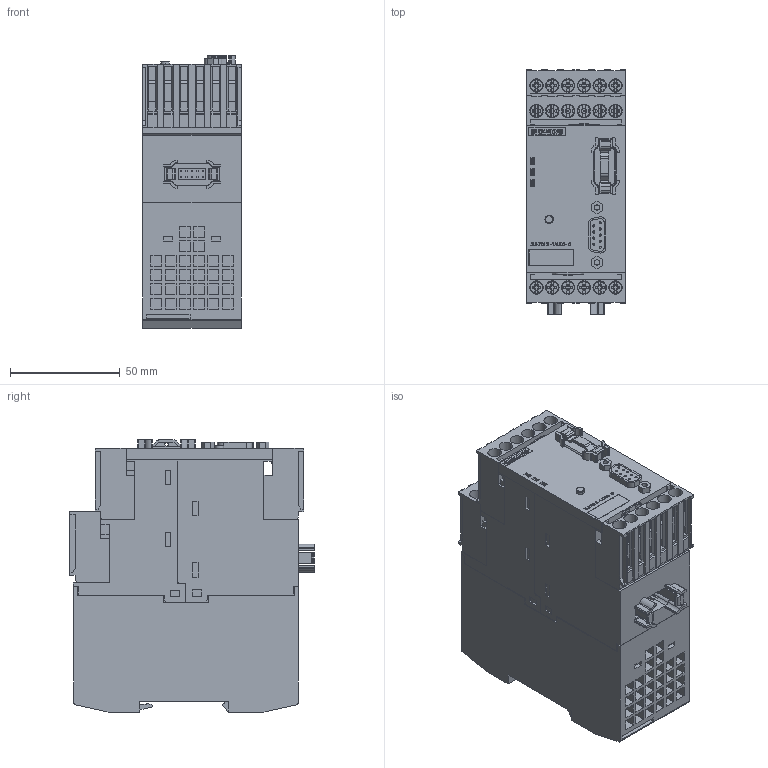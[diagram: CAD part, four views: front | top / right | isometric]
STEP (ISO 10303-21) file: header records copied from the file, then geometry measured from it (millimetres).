
FILE_DESCRIPTION(('STEP AP214'),'1');
FILE_NAME('cctmp_E5CE5724-F446-419D-AEB0-724DBA1E2584_2023_07_21_14_57_42_0965..stp','2023-07-21T12:57:44',('SIEMENS A&D'),('CADClick - www.CADClick.com'),'Spatial InterOp 3D postprocessed',' ','unknown authorization');
FILE_SCHEMA(('AUTOMOTIVE_DESIGN'));
Length unit declared in the file: millimetre
Products named in the file (1): 2023_07_21_14_57_42_0856
Bounding box: 45 x 111.2 x 123.9 mm (x, y, z)
Volume: 490794.6 mm3; surface area: 91993.5 mm2
Topology: 1 solids, 1 shells, 2697 faces, 7424 edges, 4900 vertices
Faces by surface type: plane 2195, cylinder 376, cone 108, torus 18
Entity records: 93348 total; most frequent: CARTESIAN_POINT 15620, ORIENTED_EDGE 14832, DIRECTION 13816, EDGE_CURVE 7416, LINE 6072, VECTOR 6072, VERTEX_POINT 4900, AXIS2_PLACEMENT_3D 3872
